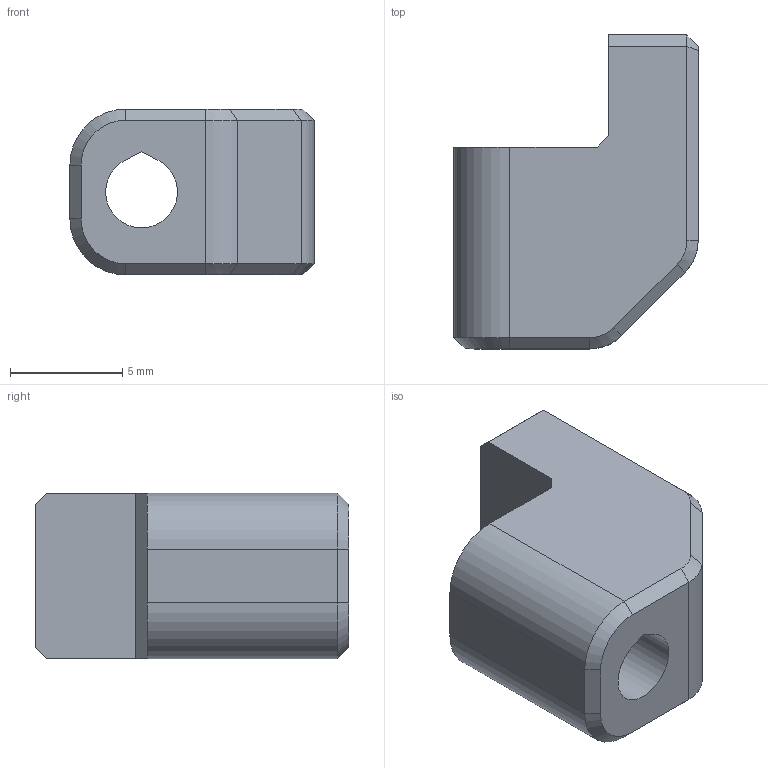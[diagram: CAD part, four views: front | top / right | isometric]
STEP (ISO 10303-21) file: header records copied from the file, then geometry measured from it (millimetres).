
FILE_DESCRIPTION(/* description */ (''),/* implementation_level */ '2;1');
FILE_NAME(/* name */ '2gt-front-cover-spacer.step',/* time_stamp */ '2023-01-14T09:57:54+07:00',/* author */ (''),/* organization */ (''),/* preprocessor_version */ 'ST-DEVELOPER v19.2',/* originating_system */ 'Autodesk Translation Framework v11.17.0.187',/* authorisation */ '');
FILE_SCHEMA (('AUTOMOTIVE_DESIGN { 1 0 10303 214 3 1 1 }'));
Length unit declared in the file: millimetre
Products named in the file (1): 2GT Front Cover Spacer
Bounding box: 10.9 x 14 x 7.4 mm (x, y, z)
Volume: 709.1 mm3; surface area: 598.5 mm2
Topology: 1 solids, 1 shells, 35 faces, 83 edges, 50 vertices
Faces by surface type: plane 24, cone 6, cylinder 5
Entity records: 1029 total; most frequent: DIRECTION 171, CARTESIAN_POINT 169, ORIENTED_EDGE 166, EDGE_CURVE 83, LINE 67, VECTOR 67, AXIS2_PLACEMENT_3D 52, VERTEX_POINT 50
